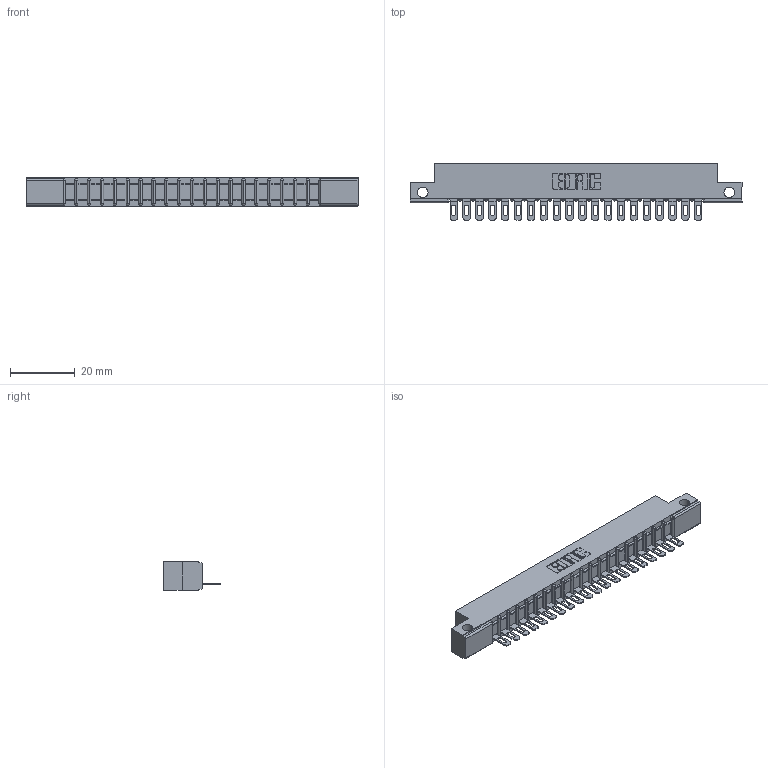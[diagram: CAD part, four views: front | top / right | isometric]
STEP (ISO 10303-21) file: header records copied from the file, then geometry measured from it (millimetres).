
FILE_DESCRIPTION (( 'STEP AP203' ), '1' );
FILE_NAME ('307-020-401-112.STEP', '2020-09-27T02:35:02', ( '' ), ( '' ), 'SwSTEP 2.0', 'SolidWorks 2020', '' );
FILE_SCHEMA (( 'CONFIG_CONTROL_DESIGN' ));
Length unit declared in the file: inch
Products named in the file (3): 307-020-401-112; 307 Part_.128 Dia Side Mounting Holes; 307-290-002_501
Assembly tree (21 placements, depth 2):
  307-020-401-112
    307 Part_.128 Dia Side Mounting Holes
    307-290-002_501  x20
Bounding box: 102.26 x 17.42 x 8.71 mm (x, y, z)
Volume: 6691.5 mm3; surface area: 12056.6 mm2
Topology: 21 solids, 21 shells, 1659 faces, 5083 edges, 3330 vertices
Faces by surface type: plane 950, cylinder 667, sphere 42
Entity records: 20654 total; most frequent: CARTESIAN_POINT 3480, ORIENTED_EDGE 3470, DIRECTION 3395, EDGE_CURVE 1735, VECTOR 1313, LINE 1313, VERTEX_POINT 1126, AXIS2_PLACEMENT_3D 1041
